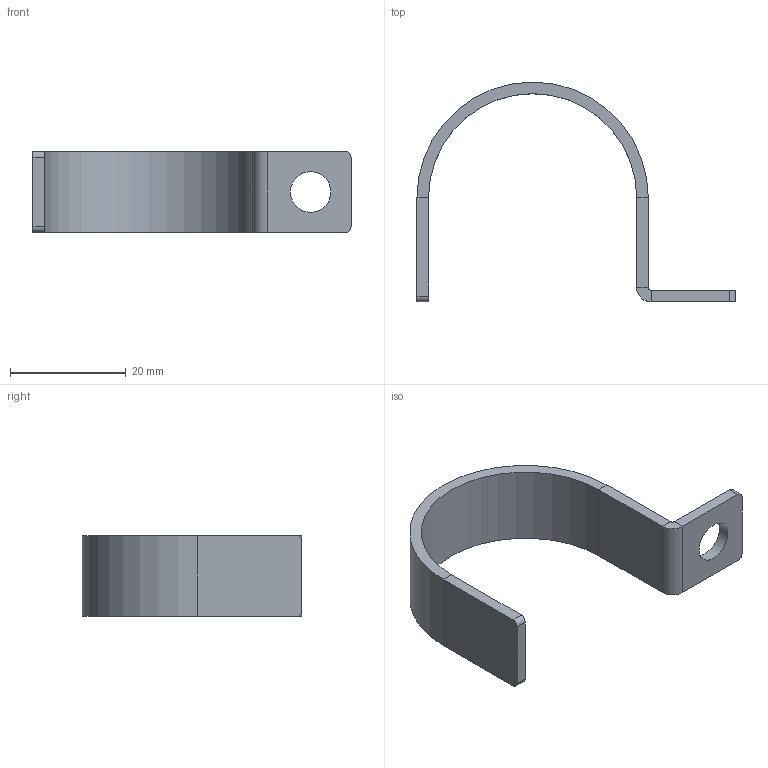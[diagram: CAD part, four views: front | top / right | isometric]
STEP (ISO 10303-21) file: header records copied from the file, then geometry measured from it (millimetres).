
FILE_DESCRIPTION((''),'2;1');
FILE_NAME('405536_PRT','2019-03-01T13:24:13',('tomasz.grudniewski'),(''),'CREO PARAMETRIC BY PTC INC, 2018500','CREO PARAMETRIC BY PTC INC, 2018500','');
FILE_SCHEMA(('CONFIG_CONTROL_DESIGN'));
Length unit declared in the file: millimetre
Products named in the file (1): 405536_PRT
Bounding box: 55 x 38 x 14 mm (x, y, z)
Volume: 3002.6 mm3; surface area: 3539.3 mm2
Topology: 1 solids, 1 shells, 28 faces, 62 edges, 36 vertices
Faces by surface type: plane 18, cylinder 10
Entity records: 800 total; most frequent: DIRECTION 138, CARTESIAN_POINT 126, ORIENTED_EDGE 124, EDGE_CURVE 62, AXIS2_PLACEMENT_3D 48, VECTOR 42, LINE 42, VERTEX_POINT 36
